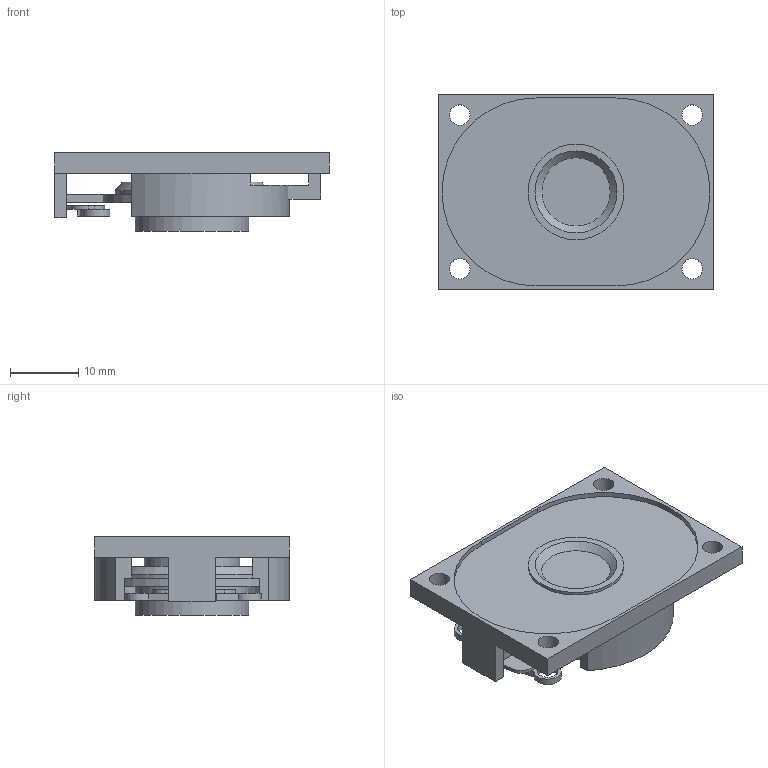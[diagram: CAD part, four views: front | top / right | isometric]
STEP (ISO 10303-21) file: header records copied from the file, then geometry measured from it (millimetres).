
FILE_DESCRIPTION(/* description */ ('Alibre Inc.'),/* implementation_level */ '2;1');
FILE_NAME(/* name */ 'export0',/* time_stamp */ '2018-10-04T21:26:13-05:00',/* author */ (''),/* organization */ (''),/* preprocessor_version */ 'ST-DEVELOPER v17',/* originating_system */ 'Alibre',/* authorisation */ '');
FILE_SCHEMA (('CONFIG_CONTROL_DESIGN'));
Length unit declared in the file: millimetre
Products named in the file (6): ID_1; ID_2; ID_3; ID_4
Bounding box: 40.2 x 28.5 x 11.5 mm (x, y, z)
Volume: 4832 mm3; surface area: 5762.5 mm2
Topology: 5 solids, 5 shells, 97 faces, 251 edges, 165 vertices
Faces by surface type: plane 67, cylinder 28, cone 2
Full cylindrical faces by diameter (mm): 3 x6, 14 x2, 16.6 x1, 22.5 x1
Entity records: 3152 total; most frequent: ORIENTED_EDGE 442, CARTESIAN_POINT 438, DIRECTION 388, EDGE_CURVE 221, AXIS2_PLACEMENT_3D 154, VERTEX_POINT 151, VECTOR 133, LINE 133
